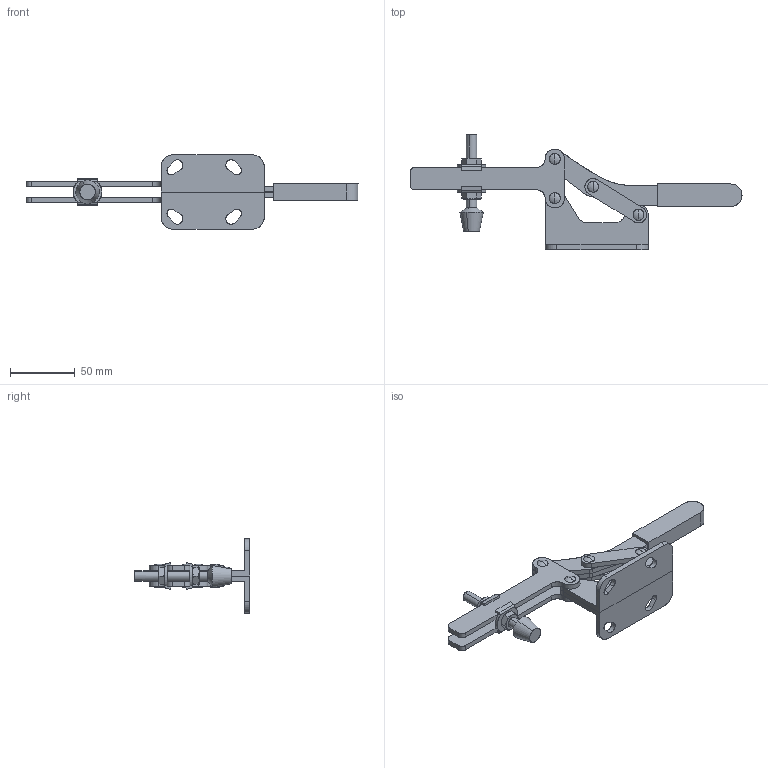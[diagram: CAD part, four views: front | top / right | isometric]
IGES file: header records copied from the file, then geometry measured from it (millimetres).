
Start section: SolidWorks IGES file using analytic representation for surfaces
Global section: file name: GH-22235(ﾂｲ､ﾆ).IGS,; native system: SolidWorks 2016; preprocessor: SolidWorks 2016; author: LinWei; date: 200720.111013; units: millimetre
Bounding box: 255.6 x 88.86 x 57.2 mm (x, y, z)
Surface area: 47149.2 mm2 (no closed solid volume)
Topology: 0 solids, 0 shells, 254 faces, 3802 edges, 3798 vertices
Faces by surface type: revolution 139, bspline 115
